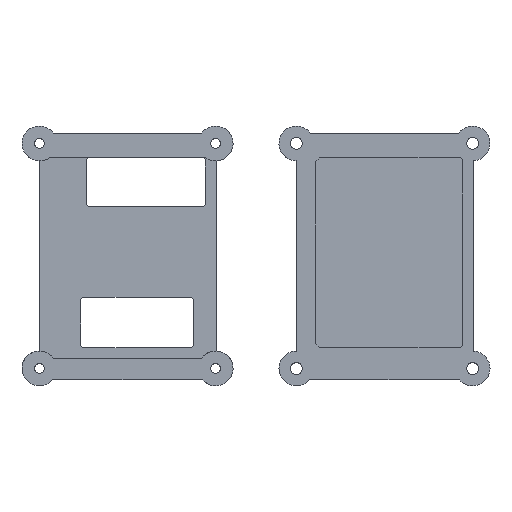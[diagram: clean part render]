
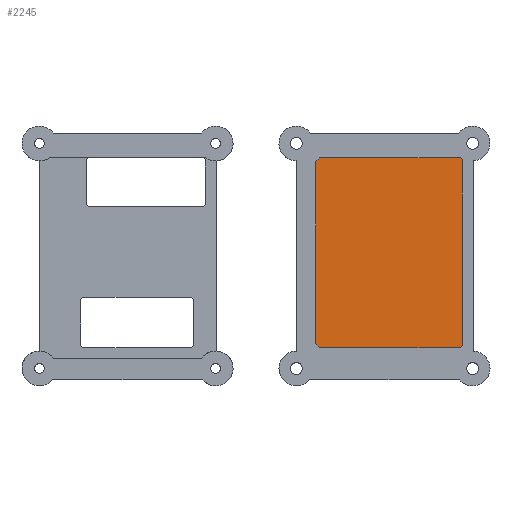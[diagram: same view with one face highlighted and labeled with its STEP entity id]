
A CAD part, top view. The second image highlights one B-rep face of the part: STEP entity #2245.
In plain terms, the highlighted planar face has unit normal (0, 0, 1).
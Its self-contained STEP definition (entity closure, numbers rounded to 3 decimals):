
#1926=CARTESIAN_POINT('',(454.321,258.748,3.));
#1927=VERTEX_POINT('',#1926);
#1942=CARTESIAN_POINT('',(453.591,258.018,3.));
#1943=VERTEX_POINT('',#1942);
#1950=CARTESIAN_POINT('',(454.321,258.748,3.));
#1951=DIRECTION('',(-0.707,-0.707,-0.));
#1952=VECTOR('',#1951,1.032);
#1953=LINE('',#1950,#1952);
#1954=EDGE_CURVE('',#1927,#1943,#1953,.T.);
#1966=CARTESIAN_POINT('',(453.591,224.037,3.));
#1967=VERTEX_POINT('',#1966);
#1982=CARTESIAN_POINT('',(454.321,223.308,3.));
#1983=VERTEX_POINT('',#1982);
#1990=CARTESIAN_POINT('',(453.591,224.037,3.));
#1991=DIRECTION('',(0.707,-0.707,-0.));
#1992=VECTOR('',#1991,1.032);
#1993=LINE('',#1990,#1992);
#1994=EDGE_CURVE('',#1967,#1983,#1993,.T.);
#2011=CARTESIAN_POINT('',(453.591,224.037,3.));
#2012=DIRECTION('',(-0.,1.,0.));
#2013=VECTOR('',#2012,33.98);
#2014=LINE('',#2011,#2013);
#2015=EDGE_CURVE('',#1967,#1943,#2014,.T.);
#2028=CARTESIAN_POINT('',(480.61,223.308,3.));
#2029=VERTEX_POINT('',#2028);
#2044=CARTESIAN_POINT('',(481.01,223.708,3.));
#2045=VERTEX_POINT('',#2044);
#2052=CARTESIAN_POINT('',(480.61,223.308,3.));
#2053=DIRECTION('',(0.707,0.707,0.));
#2054=VECTOR('',#2053,0.566);
#2055=LINE('',#2052,#2054);
#2056=EDGE_CURVE('',#2029,#2045,#2055,.T.);
#2073=CARTESIAN_POINT('',(480.61,223.308,3.));
#2074=DIRECTION('',(-1.,-0.,-0.));
#2075=VECTOR('',#2074,26.289);
#2076=LINE('',#2073,#2075);
#2077=EDGE_CURVE('',#2029,#1983,#2076,.T.);
#2090=CARTESIAN_POINT('',(481.01,258.348,3.));
#2091=VERTEX_POINT('',#2090);
#2106=CARTESIAN_POINT('',(480.61,258.748,3.));
#2107=VERTEX_POINT('',#2106);
#2114=CARTESIAN_POINT('',(481.01,258.348,3.));
#2115=DIRECTION('',(-0.707,0.707,0.));
#2116=VECTOR('',#2115,0.566);
#2117=LINE('',#2114,#2116);
#2118=EDGE_CURVE('',#2091,#2107,#2117,.T.);
#2135=CARTESIAN_POINT('',(481.01,258.348,3.));
#2136=DIRECTION('',(0.,-1.,-0.));
#2137=VECTOR('',#2136,34.64);
#2138=LINE('',#2135,#2137);
#2139=EDGE_CURVE('',#2091,#2045,#2138,.T.);
#2157=CARTESIAN_POINT('',(454.321,258.748,3.));
#2158=DIRECTION('',(1.,-0.,-0.));
#2159=VECTOR('',#2158,26.289);
#2160=LINE('',#2157,#2159);
#2161=EDGE_CURVE('',#1927,#2107,#2160,.T.);
#2230=CARTESIAN_POINT('',(456.82,252.853,3.));
#2231=DIRECTION('',(0.,0.,-1.));
#2232=DIRECTION('',(0.,1.,0.));
#2233=AXIS2_PLACEMENT_3D('',#2230,#2231,#2232);
#2234=PLANE('',#2233);
#2235=ORIENTED_EDGE('',*,*,#2139,.F.);
#2236=ORIENTED_EDGE('',*,*,#2118,.T.);
#2237=ORIENTED_EDGE('',*,*,#2161,.F.);
#2238=ORIENTED_EDGE('',*,*,#1954,.T.);
#2239=ORIENTED_EDGE('',*,*,#2015,.F.);
#2240=ORIENTED_EDGE('',*,*,#1994,.T.);
#2241=ORIENTED_EDGE('',*,*,#2077,.F.);
#2242=ORIENTED_EDGE('',*,*,#2056,.T.);
#2243=EDGE_LOOP('',(#2235,#2236,#2237,#2238,#2239,#2240,#2241,#2242));
#2244=FACE_BOUND('',#2243,.T.);
#2245=ADVANCED_FACE('',(#2244),#2234,.F.);
